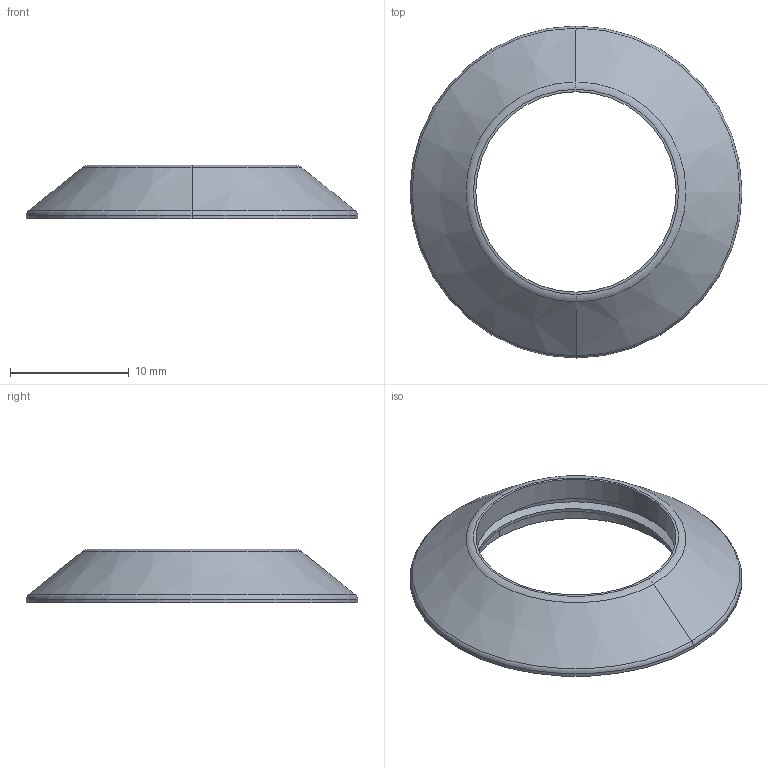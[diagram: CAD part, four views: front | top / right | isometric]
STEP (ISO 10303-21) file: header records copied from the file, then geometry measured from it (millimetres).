
FILE_DESCRIPTION((''),'2;1');
FILE_NAME('173069_ASM','2013-07-02T',('pdmadmin'),(''),'PRO/ENGINEER BY PARAMETRIC TECHNOLOGY CORPORATION, 2012300','PRO/ENGINEER BY PARAMETRIC TECHNOLOGY CORPORATION, 2012300','');
FILE_SCHEMA(('CONFIG_CONTROL_DESIGN'));
Length unit declared in the file: millimetre
Products named in the file (2): 165226; 173069_ASM
Assembly tree (1 placements, depth 2):
  173069_ASM
    165226
Bounding box: 28 x 28 x 4.5 mm (x, y, z)
Volume: 700.2 mm3; surface area: 1400 mm2
Topology: 1 solids, 1 shells, 69 faces, 152 edges, 90 vertices
Faces by surface type: cylinder 19, bspline 17, plane 11, torus 8, sphere 8, cone 6
Entity records: 2774 total; most frequent: CARTESIAN_POINT 1266, ORIENTED_EDGE 304, DIRECTION 294, EDGE_CURVE 152, AXIS2_PLACEMENT_3D 126, VERTEX_POINT 90, EDGE_LOOP 76, CIRCLE 70
